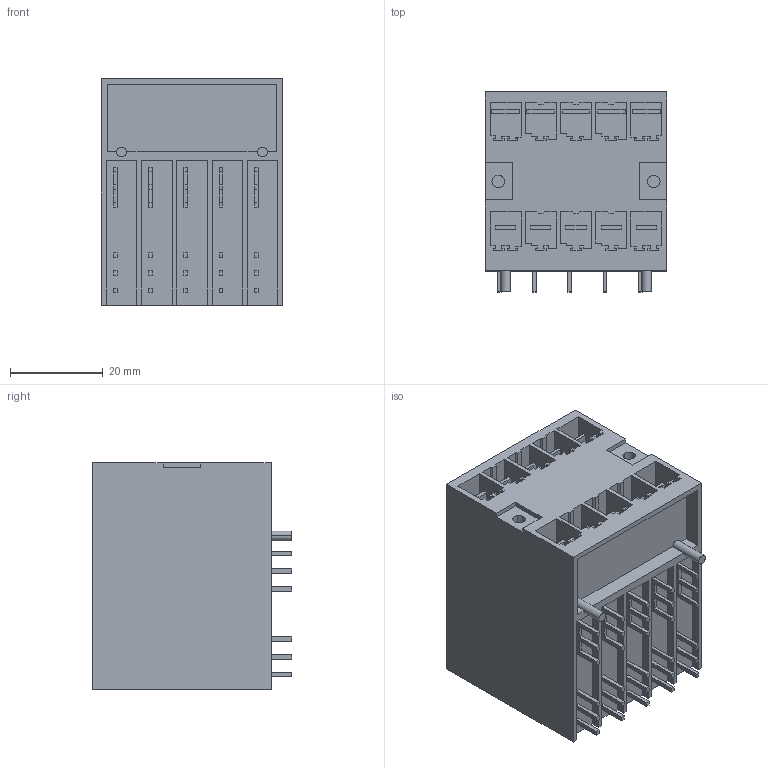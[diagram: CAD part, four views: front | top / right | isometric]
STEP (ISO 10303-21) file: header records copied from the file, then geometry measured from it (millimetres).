
FILE_DESCRIPTION(('CATIA V5 STEP Exchange','CAx-IF Rec.Pracs.--- Model Styling and Organization---1.2---2011-12-15'),'2;1');
FILE_NAME ('D1462044_0_2431560000_2431560000.stp','2017-11-04T09:04:57+00:00',('none'),('Weidmueller'),'CATIA Version 5-6 Release 2014','CATIA V5 STEP AP214','none');
FILE_SCHEMA(('AUTOMOTIVE_DESIGN { 1 0 10303 214 1 1 1 1 }'));
Length unit declared in the file: millimetre
Products named in the file (1): 2431560000
Bounding box: 39.32 x 43.2 x 48.9 mm (x, y, z)
Volume: 59055.4 mm3; surface area: 34048.3 mm2
Topology: 11 solids, 11 shells, 875 faces, 2506 edges, 1672 vertices
Faces by surface type: plane 867, cylinder 8
Entity records: 25796 total; most frequent: ORIENTED_EDGE 5012, CARTESIAN_POINT 4599, DIRECTION 3346, EDGE_CURVE 2506, VECTOR 2490, LINE 2490, VERTEX_POINT 1672, EDGE_LOOP 934
